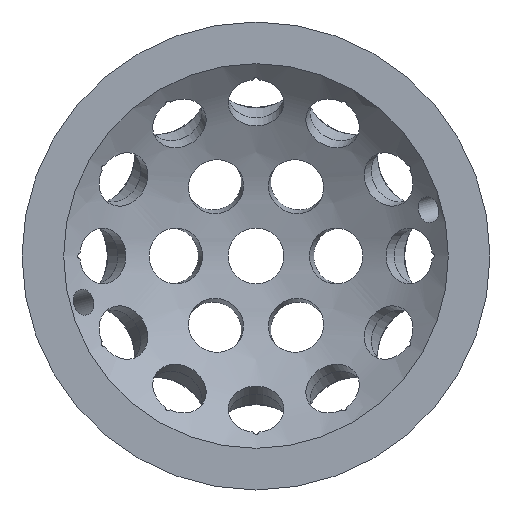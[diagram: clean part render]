
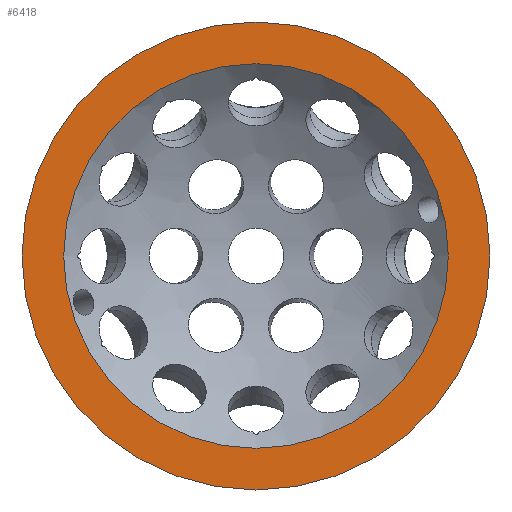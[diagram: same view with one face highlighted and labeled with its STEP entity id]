
A CAD part, front view. The second image highlights one B-rep face of the part: STEP entity #6418.
In plain terms, the highlighted planar face has unit normal (0, -1, 0).
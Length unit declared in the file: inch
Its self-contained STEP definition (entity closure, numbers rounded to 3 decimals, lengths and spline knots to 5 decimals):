
#82=FACE_BOUND('',#1590,.T.);
#808=PLANE('',#7247);
#1165=FACE_OUTER_BOUND('',#1589,.T.);
#1589=EDGE_LOOP('',(#5846));
#1590=EDGE_LOOP('',(#5847));
#1922=CIRCLE('',#6699,7.26854);
#2132=CIRCLE('',#7246,8.84252);
#2412=VERTEX_POINT('',#11012);
#2814=VERTEX_POINT('',#13738);
#3203=EDGE_CURVE('',#2412,#2412,#1922,.T.);
#3824=EDGE_CURVE('',#2814,#2814,#2132,.T.);
#5846=ORIENTED_EDGE('',*,*,#3824,.T.);
#5847=ORIENTED_EDGE('',*,*,#3203,.F.);
#6418=ADVANCED_FACE('',(#1165,#82),#808,.T.);
#6699=AXIS2_PLACEMENT_3D('',#11013,#7825,#7826);
#7246=AXIS2_PLACEMENT_3D('',#13739,#8989,#8990);
#7247=AXIS2_PLACEMENT_3D('',#13741,#8992,#8993);
#7825=DIRECTION('center_axis',(0.,-1.,0.));
#7826=DIRECTION('ref_axis',(1.,0.,0.));
#8989=DIRECTION('center_axis',(0.,-1.,0.));
#8990=DIRECTION('ref_axis',(1.,0.,0.));
#8992=DIRECTION('center_axis',(0.,-1.,0.));
#8993=DIRECTION('ref_axis',(0.,0.,-1.));
#11012=CARTESIAN_POINT('',(7.26854,7.44094,0.));
#11013=CARTESIAN_POINT('Origin',(0.,7.44094,0.));
#13738=CARTESIAN_POINT('',(-8.84252,7.44094,0.));
#13739=CARTESIAN_POINT('Origin',(0.,7.44094,
0.));
#13741=CARTESIAN_POINT('Origin',(7.26854,7.44094,0.));
